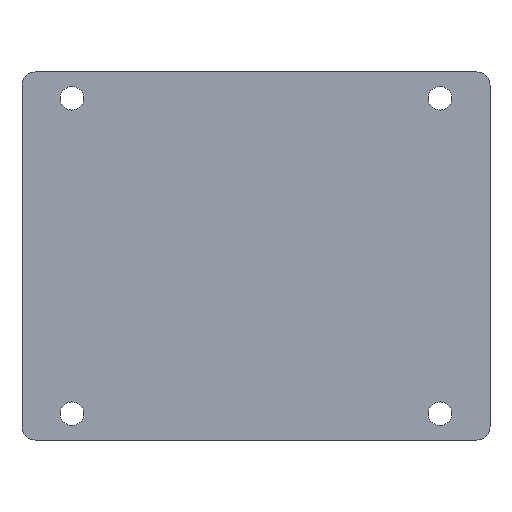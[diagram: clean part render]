
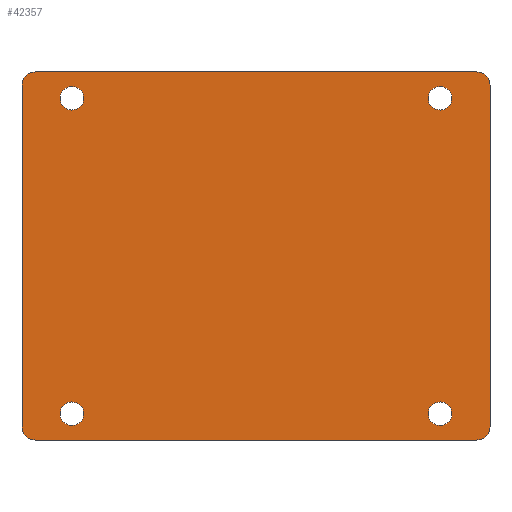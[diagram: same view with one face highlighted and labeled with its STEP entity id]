
A CAD part, front view. The second image highlights one B-rep face of the part: STEP entity #42357.
In plain terms, the highlighted face is planar.
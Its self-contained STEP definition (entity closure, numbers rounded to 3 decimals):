
#1082 = CARTESIAN_POINT ( 'NONE',  ( 74.5, 60., 30. ) ) ;
#1257 = AXIS2_PLACEMENT_3D ( 'NONE', #60620, #61307, #29898 ) ;
#1789 = CARTESIAN_POINT ( 'NONE',  ( 70., 60., 30. ) ) ;
#2072 = ORIENTED_EDGE ( 'NONE', *, *, #56928, .F. ) ;
#2393 = CIRCLE ( 'NONE', #61685, 5. ) ;
#2425 = EDGE_CURVE ( 'NONE', #41231, #9673, #62172, .T. ) ;
#3317 = CARTESIAN_POINT ( 'NONE',  ( -84., -65., 30. ) ) ;
#3623 = CIRCLE ( 'NONE', #41441, 4.5 ) ;
#4353 = CARTESIAN_POINT ( 'NONE',  ( -84., 65., 30. ) ) ;
#4663 = LINE ( 'NONE', #45581, #17931 ) ;
#6568 = AXIS2_PLACEMENT_3D ( 'NONE', #36403, #57019, #38725 ) ;
#6800 = DIRECTION ( 'NONE',  ( 1., 0., 0. ) ) ;
#7130 = DIRECTION ( 'NONE',  ( 0., 0., 1. ) ) ;
#7470 = DIRECTION ( 'NONE',  ( 0., 0., 1. ) ) ;
#7784 = FACE_BOUND ( 'NONE', #26302, .T. ) ;
#8170 = AXIS2_PLACEMENT_3D ( 'NONE', #64607, #64266, #23041 ) ;
#8474 = FACE_BOUND ( 'NONE', #48238, .T. ) ;
#9045 = CARTESIAN_POINT ( 'NONE',  ( 65.5, -60., 30. ) ) ;
#9444 = CARTESIAN_POINT ( 'NONE',  ( 84., 65., 30. ) ) ;
#9673 = VERTEX_POINT ( 'NONE', #36265 ) ;
#10057 = VERTEX_POINT ( 'NONE', #21566 ) ;
#10742 = EDGE_CURVE ( 'NONE', #60231, #37682, #17470, .T. ) ;
#11351 = VERTEX_POINT ( 'NONE', #20651 ) ;
#11896 = DIRECTION ( 'NONE',  ( 0., 0., 1. ) ) ;
#12546 = FACE_OUTER_BOUND ( 'NONE', #40363, .T. ) ;
#12554 = CARTESIAN_POINT ( 'NONE',  ( 70., 60., 30. ) ) ;
#12834 = CARTESIAN_POINT ( 'NONE',  ( -74.5, 60., 30. ) ) ;
#13157 = LINE ( 'NONE', #43921, #39627 ) ;
#13938 = CARTESIAN_POINT ( 'NONE',  ( 74.5, -60., 30. ) ) ;
#13945 = VERTEX_POINT ( 'NONE', #64880 ) ;
#14081 = AXIS2_PLACEMENT_3D ( 'NONE', #1789, #42721, #23108 ) ;
#14183 = CARTESIAN_POINT ( 'NONE',  ( -84., -70., 30. ) ) ;
#14184 = DIRECTION ( 'NONE',  ( 1., 0., 0. ) ) ;
#17470 = CIRCLE ( 'NONE', #1257, 4.5 ) ;
#17931 = VECTOR ( 'NONE', #66205, 1000. ) ;
#18075 = CARTESIAN_POINT ( 'NONE',  ( 89., 65., 30. ) ) ;
#18255 = EDGE_CURVE ( 'NONE', #13945, #50131, #66678, .T. ) ;
#18284 = CARTESIAN_POINT ( 'NONE',  ( 84., 70., 30. ) ) ;
#19018 = CARTESIAN_POINT ( 'NONE',  ( -65.5, 60., 30. ) ) ;
#19552 = EDGE_CURVE ( 'NONE', #37682, #60231, #36204, .T. ) ;
#20651 = CARTESIAN_POINT ( 'NONE',  ( 89., -65., 30. ) ) ;
#21090 = CARTESIAN_POINT ( 'NONE',  ( -74.5, -60., 30. ) ) ;
#21566 = CARTESIAN_POINT ( 'NONE',  ( 65.5, 60., 30. ) ) ;
#21693 = ORIENTED_EDGE ( 'NONE', *, *, #44246, .F. ) ;
#22535 = CARTESIAN_POINT ( 'NONE',  ( -65.5, -60., 30. ) ) ;
#22676 = CIRCLE ( 'NONE', #14081, 4.5 ) ;
#23041 = DIRECTION ( 'NONE',  ( -1., 0., 0. ) ) ;
#23108 = DIRECTION ( 'NONE',  ( 1., 0., 0. ) ) ;
#24541 = DIRECTION ( 'NONE',  ( 0., 0., 1. ) ) ;
#25070 = ORIENTED_EDGE ( 'NONE', *, *, #64707, .T. ) ;
#25114 = CARTESIAN_POINT ( 'NONE',  ( -89., 70., 30. ) ) ;
#25354 = VECTOR ( 'NONE', #39304, 1000. ) ;
#25567 = VERTEX_POINT ( 'NONE', #14183 ) ;
#25624 = ORIENTED_EDGE ( 'NONE', *, *, #2425, .T. ) ;
#25831 = ORIENTED_EDGE ( 'NONE', *, *, #42323, .F. ) ;
#26090 = CARTESIAN_POINT ( 'NONE',  ( -89., -65., 30. ) ) ;
#26302 = EDGE_LOOP ( 'NONE', ( #54507, #21693 ) ) ;
#26593 = CIRCLE ( 'NONE', #41657, 4.5 ) ;
#27954 = EDGE_CURVE ( 'NONE', #36616, #52416, #37349, .T. ) ;
#28131 = DIRECTION ( 'NONE',  ( 1., 0., 0. ) ) ;
#28443 = DIRECTION ( 'NONE',  ( 0., 0., 1. ) ) ;
#29022 = CIRCLE ( 'NONE', #66778, 5. ) ;
#29690 = EDGE_CURVE ( 'NONE', #25567, #51982, #13157, .T. ) ;
#29898 = DIRECTION ( 'NONE',  ( -1., 0., 0. ) ) ;
#30700 = CIRCLE ( 'NONE', #43601, 5. ) ;
#30931 = AXIS2_PLACEMENT_3D ( 'NONE', #63911, #7130, #54110 ) ;
#31428 = CARTESIAN_POINT ( 'NONE',  ( -89., 70., 30. ) ) ;
#32733 = DIRECTION ( 'NONE',  ( -1., 0., 0. ) ) ;
#32802 = EDGE_CURVE ( 'NONE', #50131, #25567, #58934, .T. ) ;
#33011 = ORIENTED_EDGE ( 'NONE', *, *, #49047, .T. ) ;
#33090 = CARTESIAN_POINT ( 'NONE',  ( -70., -60., 30. ) ) ;
#33507 = PLANE ( 'NONE',  #30931 ) ;
#33753 = AXIS2_PLACEMENT_3D ( 'NONE', #12554, #7470, #28131 ) ;
#34025 = VERTEX_POINT ( 'NONE', #1082 ) ;
#34195 = EDGE_CURVE ( 'NONE', #11351, #60442, #4663, .T. ) ;
#34444 = DIRECTION ( 'NONE',  ( 1., 0., 0. ) ) ;
#34895 = ORIENTED_EDGE ( 'NONE', *, *, #18255, .T. ) ;
#34991 = CARTESIAN_POINT ( 'NONE',  ( 84., -65., 30. ) ) ;
#35737 = CIRCLE ( 'NONE', #6568, 4.5 ) ;
#36204 = CIRCLE ( 'NONE', #8170, 4.5 ) ;
#36265 = CARTESIAN_POINT ( 'NONE',  ( -84., 70., 30. ) ) ;
#36403 = CARTESIAN_POINT ( 'NONE',  ( -70., -60., 30. ) ) ;
#36616 = VERTEX_POINT ( 'NONE', #12834 ) ;
#36976 = EDGE_LOOP ( 'NONE', ( #62487, #2072 ) ) ;
#37349 = CIRCLE ( 'NONE', #45971, 4.5 ) ;
#37682 = VERTEX_POINT ( 'NONE', #13938 ) ;
#38725 = DIRECTION ( 'NONE',  ( -1., 0., 0. ) ) ;
#39304 = DIRECTION ( 'NONE',  ( 0., -1., 0. ) ) ;
#39627 = VECTOR ( 'NONE', #34444, 1000. ) ;
#40191 = DIRECTION ( 'NONE',  ( 0., 0., 1. ) ) ;
#40363 = EDGE_LOOP ( 'NONE', ( #44139, #25070, #58822, #33011, #25624, #66163, #34895, #45325 ) ) ;
#41207 = DIRECTION ( 'NONE',  ( -1., 0., 0. ) ) ;
#41231 = VERTEX_POINT ( 'NONE', #18284 ) ;
#41441 = AXIS2_PLACEMENT_3D ( 'NONE', #33090, #58403, #32733 ) ;
#41657 = AXIS2_PLACEMENT_3D ( 'NONE', #59188, #28443, #49029 ) ;
#42006 = CARTESIAN_POINT ( 'NONE',  ( -70., 60., 30. ) ) ;
#42323 = EDGE_CURVE ( 'NONE', #52416, #36616, #26593, .T. ) ;
#42357 = ADVANCED_FACE ( 'NONE', ( #59833, #54793, #7784, #8474, #12546 ), #33507, .T. ) ;
#42721 = DIRECTION ( 'NONE',  ( 0., 0., 1. ) ) ;
#43601 = AXIS2_PLACEMENT_3D ( 'NONE', #4353, #62170, #46932 ) ;
#43921 = CARTESIAN_POINT ( 'NONE',  ( -89., -70., 30. ) ) ;
#44019 = EDGE_CURVE ( 'NONE', #9673, #13945, #30700, .T. ) ;
#44139 = ORIENTED_EDGE ( 'NONE', *, *, #29690, .T. ) ;
#44246 = EDGE_CURVE ( 'NONE', #50818, #55116, #3623, .T. ) ;
#44697 = ORIENTED_EDGE ( 'NONE', *, *, #10742, .F. ) ;
#45325 = ORIENTED_EDGE ( 'NONE', *, *, #32802, .T. ) ;
#45581 = CARTESIAN_POINT ( 'NONE',  ( 89., 70., 30. ) ) ;
#45971 = AXIS2_PLACEMENT_3D ( 'NONE', #42006, #11896, #6800 ) ;
#46932 = DIRECTION ( 'NONE',  ( 1., 0., 0. ) ) ;
#48238 = EDGE_LOOP ( 'NONE', ( #25831, #65015 ) ) ;
#49029 = DIRECTION ( 'NONE',  ( 1., 0., 0. ) ) ;
#49047 = EDGE_CURVE ( 'NONE', #60442, #41231, #29022, .T. ) ;
#49982 = DIRECTION ( 'NONE',  ( 1., 0., 0. ) ) ;
#50131 = VERTEX_POINT ( 'NONE', #26090 ) ;
#50818 = VERTEX_POINT ( 'NONE', #21090 ) ;
#51720 = ORIENTED_EDGE ( 'NONE', *, *, #19552, .F. ) ;
#51982 = VERTEX_POINT ( 'NONE', #62073 ) ;
#52416 = VERTEX_POINT ( 'NONE', #19018 ) ;
#54110 = DIRECTION ( 'NONE',  ( 1., 0., 0. ) ) ;
#54507 = ORIENTED_EDGE ( 'NONE', *, *, #63176, .F. ) ;
#54793 = FACE_BOUND ( 'NONE', #61127, .T. ) ;
#55116 = VERTEX_POINT ( 'NONE', #22535 ) ;
#56261 = DIRECTION ( 'NONE',  ( 1., 0., 0. ) ) ;
#56928 = EDGE_CURVE ( 'NONE', #10057, #34025, #22676, .T. ) ;
#57019 = DIRECTION ( 'NONE',  ( 0., 0., 1. ) ) ;
#58403 = DIRECTION ( 'NONE',  ( 0., 0., 1. ) ) ;
#58822 = ORIENTED_EDGE ( 'NONE', *, *, #34195, .T. ) ;
#58934 = CIRCLE ( 'NONE', #61113, 5. ) ;
#59188 = CARTESIAN_POINT ( 'NONE',  ( -70., 60., 30. ) ) ;
#59798 = EDGE_CURVE ( 'NONE', #34025, #10057, #66165, .T. ) ;
#59833 = FACE_BOUND ( 'NONE', #36976, .T. ) ;
#60231 = VERTEX_POINT ( 'NONE', #9045 ) ;
#60442 = VERTEX_POINT ( 'NONE', #18075 ) ;
#60620 = CARTESIAN_POINT ( 'NONE',  ( 70., -60., 30. ) ) ;
#61113 = AXIS2_PLACEMENT_3D ( 'NONE', #3317, #65555, #49982 ) ;
#61127 = EDGE_LOOP ( 'NONE', ( #51720, #44697 ) ) ;
#61307 = DIRECTION ( 'NONE',  ( 0., 0., 1. ) ) ;
#61685 = AXIS2_PLACEMENT_3D ( 'NONE', #34991, #24541, #56261 ) ;
#62073 = CARTESIAN_POINT ( 'NONE',  ( 84., -70., 30. ) ) ;
#62170 = DIRECTION ( 'NONE',  ( 0., 0., 1. ) ) ;
#62172 = LINE ( 'NONE', #31428, #64406 ) ;
#62487 = ORIENTED_EDGE ( 'NONE', *, *, #59798, .F. ) ;
#63176 = EDGE_CURVE ( 'NONE', #55116, #50818, #35737, .T. ) ;
#63911 = CARTESIAN_POINT ( 'NONE',  ( 0., 0., 30. ) ) ;
#64266 = DIRECTION ( 'NONE',  ( 0., 0., 1. ) ) ;
#64406 = VECTOR ( 'NONE', #41207, 1000. ) ;
#64607 = CARTESIAN_POINT ( 'NONE',  ( 70., -60., 30. ) ) ;
#64707 = EDGE_CURVE ( 'NONE', #51982, #11351, #2393, .T. ) ;
#64880 = CARTESIAN_POINT ( 'NONE',  ( -89., 65., 30. ) ) ;
#65015 = ORIENTED_EDGE ( 'NONE', *, *, #27954, .F. ) ;
#65555 = DIRECTION ( 'NONE',  ( 0., 0., 1. ) ) ;
#66163 = ORIENTED_EDGE ( 'NONE', *, *, #44019, .T. ) ;
#66165 = CIRCLE ( 'NONE', #33753, 4.5 ) ;
#66205 = DIRECTION ( 'NONE',  ( 0., 1., 0. ) ) ;
#66678 = LINE ( 'NONE', #25114, #25354 ) ;
#66778 = AXIS2_PLACEMENT_3D ( 'NONE', #9444, #40191, #14184 ) ;
